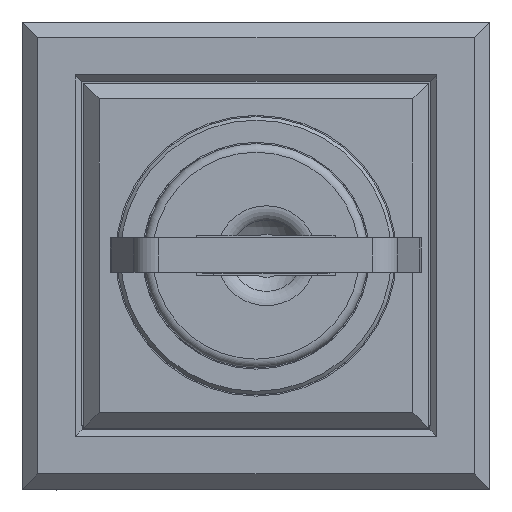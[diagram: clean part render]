
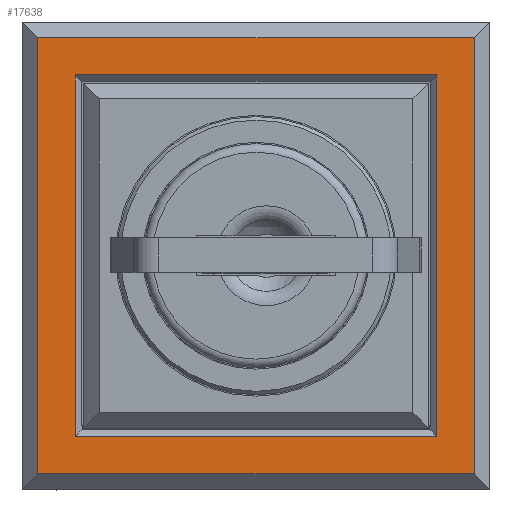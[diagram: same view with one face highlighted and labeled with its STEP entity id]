
A CAD part, top view. The second image highlights one B-rep face of the part: STEP entity #17638.
In plain terms, the highlighted planar face has unit normal (0, 0, 1).
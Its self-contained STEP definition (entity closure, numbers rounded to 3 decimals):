
#274=FACE_BOUND('',#2306,.T.);
#1355=FACE_OUTER_BOUND('',#2305,.T.);
#2305=EDGE_LOOP('',(#15283,#15284,#15285,#15286));
#2306=EDGE_LOOP('',(#15287,#15288,#15289,#15290));
#2531=LINE('',#23775,#4695);
#4408=LINE('',#28248,#6572);
#4411=LINE('',#28253,#6575);
#4413=LINE('',#28256,#6577);
#4415=LINE('',#28262,#6579);
#4416=LINE('',#28264,#6580);
#4417=LINE('',#28266,#6581);
#4418=LINE('',#28267,#6582);
#4695=VECTOR('',#19123,10.);
#6572=VECTOR('',#22762,10.);
#6575=VECTOR('',#22767,10.);
#6577=VECTOR('',#22771,10.);
#6579=VECTOR('',#22777,10.);
#6580=VECTOR('',#22778,10.);
#6581=VECTOR('',#22779,10.);
#6582=VECTOR('',#22780,10.);
#6861=VERTEX_POINT('',#23772);
#6862=VERTEX_POINT('',#23774);
#8247=VERTEX_POINT('',#28247);
#8248=VERTEX_POINT('',#28251);
#8249=VERTEX_POINT('',#28260);
#8250=VERTEX_POINT('',#28261);
#8251=VERTEX_POINT('',#28263);
#8252=VERTEX_POINT('',#28265);
#8551=EDGE_CURVE('',#6861,#6862,#2531,.T.);
#10632=EDGE_CURVE('',#6862,#8247,#4408,.T.);
#10635=EDGE_CURVE('',#8248,#6861,#4411,.T.);
#10637=EDGE_CURVE('',#8247,#8248,#4413,.T.);
#10639=EDGE_CURVE('',#8249,#8250,#4415,.T.);
#10640=EDGE_CURVE('',#8251,#8249,#4416,.T.);
#10641=EDGE_CURVE('',#8252,#8251,#4417,.T.);
#10642=EDGE_CURVE('',#8250,#8252,#4418,.T.);
#15283=ORIENTED_EDGE('',*,*,#10639,.F.);
#15284=ORIENTED_EDGE('',*,*,#10640,.F.);
#15285=ORIENTED_EDGE('',*,*,#10641,.F.);
#15286=ORIENTED_EDGE('',*,*,#10642,.F.);
#15287=ORIENTED_EDGE('',*,*,#10635,.F.);
#15288=ORIENTED_EDGE('',*,*,#10637,.F.);
#15289=ORIENTED_EDGE('',*,*,#10632,.F.);
#15290=ORIENTED_EDGE('',*,*,#8551,.F.);
#16803=PLANE('',#18737);
#17638=ADVANCED_FACE('',(#1355,#274),#16803,.T.);
#18737=AXIS2_PLACEMENT_3D('',#28259,#22775,#22776);
#19123=DIRECTION('',(0.,-1.,0.));
#22762=DIRECTION('',(1.,0.,0.));
#22767=DIRECTION('',(-1.,0.,0.));
#22771=DIRECTION('',(0.,1.,0.));
#22775=DIRECTION('center_axis',(0.,0.,
1.));
#22776=DIRECTION('ref_axis',(0.,1.,0.));
#22777=DIRECTION('',(0.,-1.,0.));
#22778=DIRECTION('',(1.,0.,0.));
#22779=DIRECTION('',(0.,1.,0.));
#22780=DIRECTION('',(-1.,0.,0.));
#23772=CARTESIAN_POINT('',(-10.4,10.4,9.55));
#23774=CARTESIAN_POINT('',(-10.4,-10.4,9.55));
#23775=CARTESIAN_POINT('',(-10.4,-5.,9.55));
#28247=CARTESIAN_POINT('',(10.4,-10.4,9.55));
#28248=CARTESIAN_POINT('',(5.,-10.4,9.55));
#28251=CARTESIAN_POINT('',(10.4,10.4,9.55));
#28253=CARTESIAN_POINT('',(-5.,10.4,9.55));
#28256=CARTESIAN_POINT('',(10.4,5.,9.55));
#28259=CARTESIAN_POINT('Origin',(0.,0.,
9.55));
#28260=CARTESIAN_POINT('',(12.55,12.55,9.55));
#28261=CARTESIAN_POINT('',(12.55,-12.55,9.55));
#28262=CARTESIAN_POINT('',(12.55,6.725,9.55));
#28263=CARTESIAN_POINT('',(-12.55,12.55,9.55));
#28264=CARTESIAN_POINT('',(-6.725,12.55,9.55));
#28265=CARTESIAN_POINT('',(-12.55,-12.55,9.55));
#28266=CARTESIAN_POINT('',(-12.55,-6.725,9.55));
#28267=CARTESIAN_POINT('',(6.725,-12.55,9.55));
